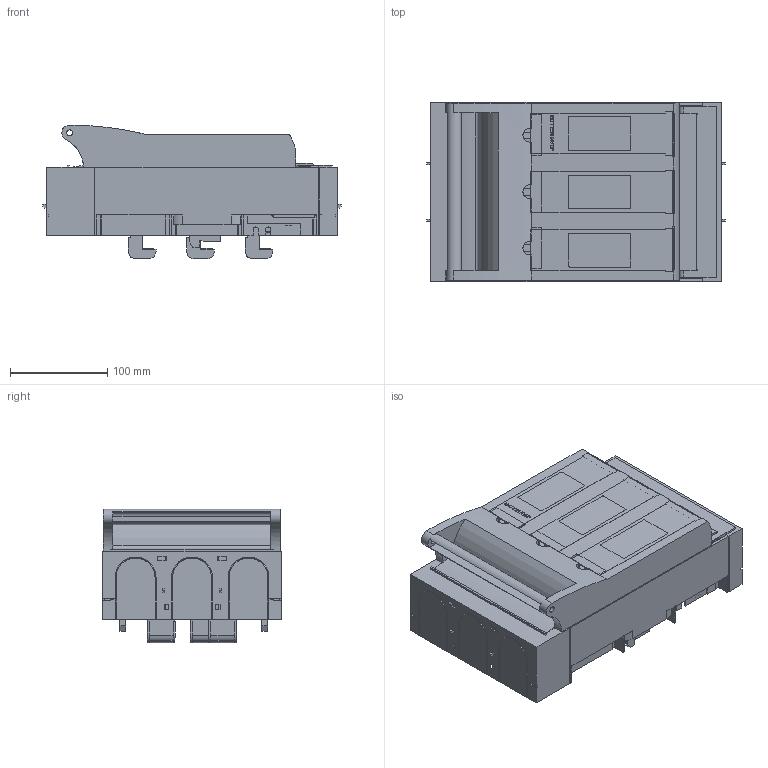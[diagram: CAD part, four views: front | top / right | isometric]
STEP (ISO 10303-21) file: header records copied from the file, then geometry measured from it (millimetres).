
FILE_DESCRIPTION(('CATIA V5 STEP Exchange','CAx-IF Rec.Pracs.--- Model Styling and Organization---1.5--- 2016-08-15','CAx-IF Rec.Pracs.---Supplemental Geometry---1.0---2011-11-01','CAx-IF Rec.Pracs.--- Composite Materials ---1.1---2010-07-15'),'2;1');
FILE_NAME('T101556002_L_Reiter-NH-Sicherungslasttrennschalter_KETO-1-3_60_AOU_R150.stp','2024-07-03T06:42:15+00:00',('none'),('none'),'CATIA Version 5-6 Release 2024','CATIA V5 STEP AP214 v3','none');
FILE_SCHEMA(('AUTOMOTIVE_DESIGN { 1 0 10303 214 1 1 1 1 }'));
Products named in the file (21): T101556002_L Reiter-NH-Sicherungslasttrennschalter KETO-1-3/60/AOU/R150 R0.1; 34226_L_Gehaeuse Sammelschienentrenner; 158633_L NH-Kontakt Gr.1 KETO R2.1; 158634_L Anschlusslasche Gr1 R4.1; 158635_L_Anschlussschiene L1; 158636_L_Anschlussschiene L2; 158637_L_Anschlussschiene L3; 804978_L_Sammelschienenklemme; 804978_S_Skelettmodell_Sammelschienenklemme kpl.; 810012_L_Kontaktbuegel kpl Gr.00-3; 810012_S_Skelettmodell Kontaktbuegel kpl.; 68356_Gewindestift Innen-6kt ohne Kuppe; 158632_L_KLemmbuegel; 34213_L_SK-Montagehaube; 34253_L_Sammelschienenanschlag; 34227_L Schutzabdeckung Gr1 oben R5.1; 34228_L Schutzabdeckung Gr1 unten R4.1; 34202_L Frontplatte Gr1 R3.1; 85935_L_Rahmenklemme R150; 34208_L Scheibe Gr.1 R3.1; 34208_L01_Scheibe Gr1
Assembly tree (39 placements, depth 4):
  T101556002_L Reiter-NH-Sicherungslasttrennschalter KETO-1-3/60/AOU/R150 R0.1
    34226_L_Gehaeuse Sammelschienentrenner
    158633_L NH-Kontakt Gr.1 KETO R2.1  x6
    158634_L Anschlusslasche Gr1 R4.1  x6
    158635_L_Anschlussschiene L1
    158636_L_Anschlussschiene L2
    158637_L_Anschlussschiene L3
    804978_L_Sammelschienenklemme  x3
      804978_S_Skelettmodell_Sammelschienenklemme kpl.
      810012_L_Kontaktbuegel kpl Gr.00-3
        810012_S_Skelettmodell Kontaktbuegel kpl.
        68356_Gewindestift Innen-6kt ohne Kuppe
        158632_L_KLemmbuegel
      34213_L_SK-Montagehaube
    34253_L_Sammelschienenanschlag  x2
    34227_L Schutzabdeckung Gr1 oben R5.1
    34228_L Schutzabdeckung Gr1 unten R4.1
    34202_L Frontplatte Gr1 R3.1
    85935_L_Rahmenklemme R150  x6
    34208_L Scheibe Gr.1 R3.1  x2
    34208_L01_Scheibe Gr1
Bounding box: 306.78 x 184 x 137.5 mm (x, y, z)
Volume: 2080087.1 mm3; surface area: 850264 mm2
Topology: 57 solids, 57 shells, 3842 faces, 10691 edges, 6896 vertices
Faces by surface type: plane 2946, cylinder 458, revolution 288, cone 84, bspline 34, extrusion 24, torus 4, sphere 4
Entity records: 70624 total; most frequent: CARTESIAN_POINT 15635, ORIENTED_EDGE 12666, DIRECTION 8972, EDGE_CURVE 6333, VECTOR 5444, LINE 5420, VERTEX_POINT 4186, EDGE_LOOP 2221
